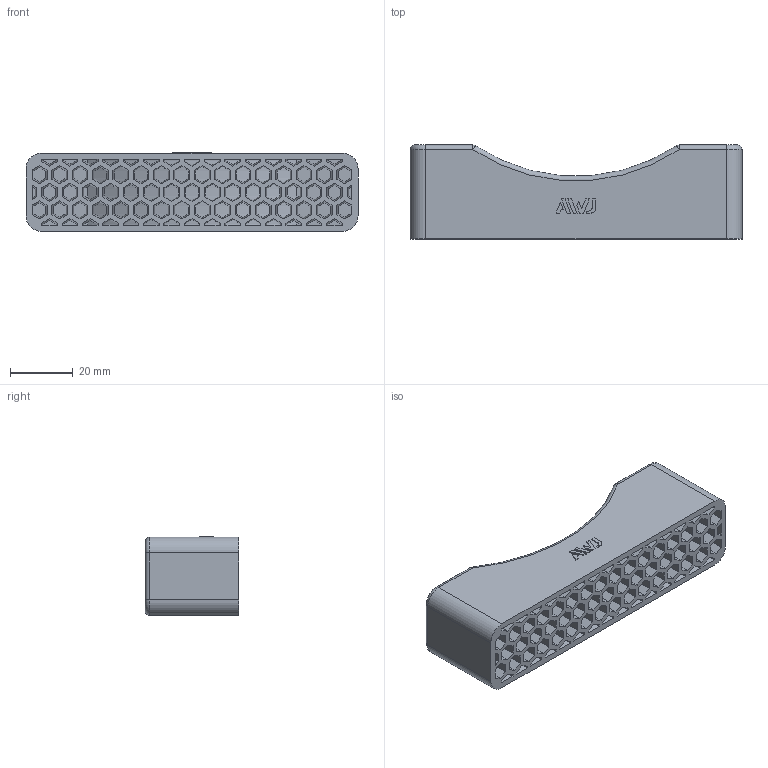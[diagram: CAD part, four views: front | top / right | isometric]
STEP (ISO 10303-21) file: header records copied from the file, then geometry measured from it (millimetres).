
FILE_DESCRIPTION( ( 'STEP AP203' ), '1' );
FILE_NAME( 'SG100・100SU.step', '2022-07-20T02:17:09', ( ' ' ), ( ' ' ), 'XStep 1.0', ' ', ' ' );
FILE_SCHEMA( ( 'CONFIG_CONTROL_DESIGN' ) );
Length unit declared in the file: millimetre
Products named in the file (1): 1
Bounding box: 106 x 30 x 25.2 mm (x, y, z)
Volume: 44259.1 mm3; surface area: 36373.7 mm2
Topology: 1 solids, 1 shells, 592 faces, 1502 edges, 992 vertices
Faces by surface type: plane 514, cylinder 68, torus 6, sphere 4
Entity records: 17656 total; most frequent: CARTESIAN_POINT 3083, ORIENTED_EDGE 2996, DIRECTION 2914, EDGE_CURVE 1498, LINE 1268, VECTOR 1268, VERTEX_POINT 992, AXIS2_PLACEMENT_3D 823
